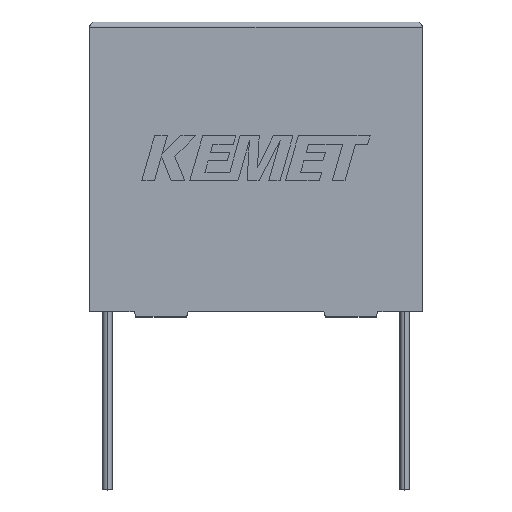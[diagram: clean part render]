
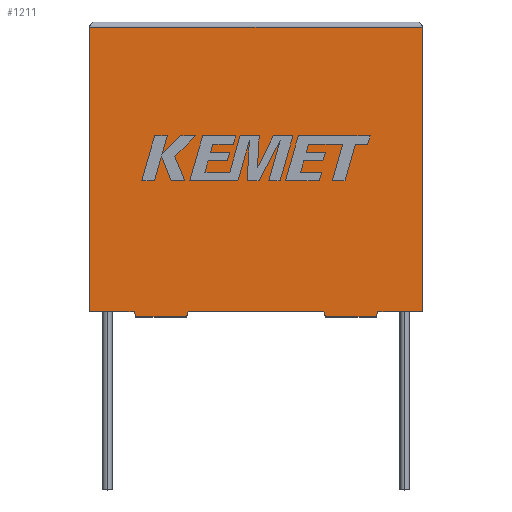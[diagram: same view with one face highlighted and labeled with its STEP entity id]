
A CAD part, top view. The second image highlights one B-rep face of the part: STEP entity #1211.
In plain terms, the highlighted planar face has unit normal (0, 0, 1).
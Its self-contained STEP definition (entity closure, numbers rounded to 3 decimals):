
#1 = ORIENTED_EDGE ( 'NONE', *, *, #2649, .T. ) ;
#66 = CARTESIAN_POINT ( 'NONE',  ( 0., 26.3, 13.3 ) ) ;
#109 = CARTESIAN_POINT ( 'NONE',  ( 9.126, 0., 13.3 ) ) ;
#110 = CARTESIAN_POINT ( 'NONE',  ( 0., 0., 13.3 ) ) ;
#149 = VECTOR ( 'NONE', #2113, 1000. ) ;
#196 = LINE ( 'NONE', #1901, #2424 ) ;
#228 = DIRECTION ( 'NONE',  ( 0., 0., -1. ) ) ;
#282 = EDGE_CURVE ( 'NONE', #756, #1209, #2668, .T. ) ;
#298 = CARTESIAN_POINT ( 'NONE',  ( 30.8, 0., 13.3 ) ) ;
#338 = CARTESIAN_POINT ( 'NONE',  ( 21.674, 0., 13.3 ) ) ;
#369 = CARTESIAN_POINT ( 'NONE',  ( 8.976, -0.5, 13.3 ) ) ;
#384 = FACE_OUTER_BOUND ( 'NONE', #1019, .T. ) ;
#399 = ORIENTED_EDGE ( 'NONE', *, *, #721, .T. ) ;
#403 = CARTESIAN_POINT ( 'NONE',  ( 0., 26.3, 13.3 ) ) ;
#423 = CARTESIAN_POINT ( 'NONE',  ( 30.8, 26.3, 13.3 ) ) ;
#442 = VERTEX_POINT ( 'NONE', #338 ) ;
#482 = LINE ( 'NONE', #1935, #995 ) ;
#510 = PLANE ( 'NONE',  #1808 ) ;
#520 = VERTEX_POINT ( 'NONE', #1141 ) ;
#528 = DIRECTION ( 'NONE',  ( 1., 0., 0. ) ) ;
#652 = VERTEX_POINT ( 'NONE', #2657 ) ;
#690 = CARTESIAN_POINT ( 'NONE',  ( 21.824, -0.5, 13.3 ) ) ;
#720 = VERTEX_POINT ( 'NONE', #1487 ) ;
#721 = EDGE_CURVE ( 'NONE', #1050, #442, #1579, .T. ) ;
#732 = ORIENTED_EDGE ( 'NONE', *, *, #1857, .F. ) ;
#756 = VERTEX_POINT ( 'NONE', #2249 ) ;
#776 = CARTESIAN_POINT ( 'NONE',  ( 4.264, -0.5, 13.3 ) ) ;
#793 = EDGE_CURVE ( 'NONE', #520, #1952, #196, .T. ) ;
#849 = CARTESIAN_POINT ( 'NONE',  ( 0., 0., 13.3 ) ) ;
#853 = ORIENTED_EDGE ( 'NONE', *, *, #959, .T. ) ;
#860 = ORIENTED_EDGE ( 'NONE', *, *, #2631, .T. ) ;
#959 = EDGE_CURVE ( 'NONE', #2255, #652, #2809, .T. ) ;
#995 = VECTOR ( 'NONE', #2673, 1000. ) ;
#1019 = EDGE_LOOP ( 'NONE', ( #1782, #1085, #853, #1, #3124, #3030, #860, #399, #3217, #2690, #732, #1220 ) ) ;
#1050 = VERTEX_POINT ( 'NONE', #109 ) ;
#1085 = ORIENTED_EDGE ( 'NONE', *, *, #2788, .T. ) ;
#1141 = CARTESIAN_POINT ( 'NONE',  ( 26.536, -0.5, 13.3 ) ) ;
#1144 = VECTOR ( 'NONE', #2429, 1000. ) ;
#1172 = DIRECTION ( 'NONE',  ( -0.287, 0.958, 0. ) ) ;
#1179 = DIRECTION ( 'NONE',  ( 1., 0., 0. ) ) ;
#1193 = VECTOR ( 'NONE', #528, 1000. ) ;
#1209 = VERTEX_POINT ( 'NONE', #1494 ) ;
#1211 = ADVANCED_FACE ( 'NONE', ( #384 ), #510, .F. ) ;
#1220 = ORIENTED_EDGE ( 'NONE', *, *, #2066, .T. ) ;
#1268 = VECTOR ( 'NONE', #1871, 1000. ) ;
#1315 = VERTEX_POINT ( 'NONE', #298 ) ;
#1405 = CARTESIAN_POINT ( 'NONE',  ( 26.686, 0., 13.3 ) ) ;
#1487 = CARTESIAN_POINT ( 'NONE',  ( 26.686, 0., 13.3 ) ) ;
#1494 = CARTESIAN_POINT ( 'NONE',  ( 8.976, -0.5, 13.3 ) ) ;
#1523 = CARTESIAN_POINT ( 'NONE',  ( 0., 0., 13.3 ) ) ;
#1540 = LINE ( 'NONE', #1946, #1144 ) ;
#1579 = LINE ( 'NONE', #2507, #2201 ) ;
#1782 = ORIENTED_EDGE ( 'NONE', *, *, #2125, .T. ) ;
#1808 = AXIS2_PLACEMENT_3D ( 'NONE', #1523, #228, #2265 ) ;
#1850 = CARTESIAN_POINT ( 'NONE',  ( 4.114, 0., 13.3 ) ) ;
#1857 = EDGE_CURVE ( 'NONE', #720, #520, #2632, .T. ) ;
#1871 = DIRECTION ( 'NONE',  ( 0.287, 0.958, 0. ) ) ;
#1901 = CARTESIAN_POINT ( 'NONE',  ( 26.536, -0.5, 13.3 ) ) ;
#1920 = VECTOR ( 'NONE', #1172, 1000. ) ;
#1935 = CARTESIAN_POINT ( 'NONE',  ( 30.8, 0., 13.3 ) ) ;
#1946 = CARTESIAN_POINT ( 'NONE',  ( 4.114, 0., 13.3 ) ) ;
#1952 = VERTEX_POINT ( 'NONE', #2226 ) ;
#2066 = EDGE_CURVE ( 'NONE', #720, #1315, #2848, .T. ) ;
#2078 = LINE ( 'NONE', #403, #3197 ) ;
#2107 = EDGE_CURVE ( 'NONE', #2438, #756, #1540, .T. ) ;
#2113 = DIRECTION ( 'NONE',  ( 0., -1., 0. ) ) ;
#2125 = EDGE_CURVE ( 'NONE', #1315, #2818, #482, .T. ) ;
#2153 = DIRECTION ( 'NONE',  ( -1., 0., 0. ) ) ;
#2192 = DIRECTION ( 'NONE',  ( -1., 0., 0. ) ) ;
#2201 = VECTOR ( 'NONE', #2474, 1000. ) ;
#2226 = CARTESIAN_POINT ( 'NONE',  ( 21.824, -0.5, 13.3 ) ) ;
#2249 = CARTESIAN_POINT ( 'NONE',  ( 4.264, -0.5, 13.3 ) ) ;
#2255 = VERTEX_POINT ( 'NONE', #66 ) ;
#2265 = DIRECTION ( 'NONE',  ( -1., 0., 0. ) ) ;
#2339 = LINE ( 'NONE', #110, #2843 ) ;
#2417 = CARTESIAN_POINT ( 'NONE',  ( 0., 0., 13.3 ) ) ;
#2424 = VECTOR ( 'NONE', #2153, 1000. ) ;
#2429 = DIRECTION ( 'NONE',  ( 0.287, -0.958, 0. ) ) ;
#2438 = VERTEX_POINT ( 'NONE', #1850 ) ;
#2473 = VECTOR ( 'NONE', #1179, 1000. ) ;
#2474 = DIRECTION ( 'NONE',  ( 1., 0., 0. ) ) ;
#2507 = CARTESIAN_POINT ( 'NONE',  ( 0., 0., 13.3 ) ) ;
#2585 = LINE ( 'NONE', #369, #1268 ) ;
#2631 = EDGE_CURVE ( 'NONE', #1209, #1050, #2585, .T. ) ;
#2632 = LINE ( 'NONE', #1405, #2815 ) ;
#2649 = EDGE_CURVE ( 'NONE', #652, #2438, #2339, .T. ) ;
#2657 = CARTESIAN_POINT ( 'NONE',  ( 0., 0., 13.3 ) ) ;
#2663 = DIRECTION ( 'NONE',  ( -0.287, -0.958, 0. ) ) ;
#2668 = LINE ( 'NONE', #776, #1193 ) ;
#2673 = DIRECTION ( 'NONE',  ( 0., 1., 0. ) ) ;
#2690 = ORIENTED_EDGE ( 'NONE', *, *, #793, .F. ) ;
#2740 = LINE ( 'NONE', #690, #1920 ) ;
#2788 = EDGE_CURVE ( 'NONE', #2818, #2255, #2078, .T. ) ;
#2808 = EDGE_CURVE ( 'NONE', #1952, #442, #2740, .T. ) ;
#2809 = LINE ( 'NONE', #849, #149 ) ;
#2815 = VECTOR ( 'NONE', #2663, 1000. ) ;
#2818 = VERTEX_POINT ( 'NONE', #423 ) ;
#2843 = VECTOR ( 'NONE', #2872, 1000. ) ;
#2848 = LINE ( 'NONE', #2417, #2473 ) ;
#2872 = DIRECTION ( 'NONE',  ( 1., 0., 0. ) ) ;
#3030 = ORIENTED_EDGE ( 'NONE', *, *, #282, .T. ) ;
#3124 = ORIENTED_EDGE ( 'NONE', *, *, #2107, .T. ) ;
#3197 = VECTOR ( 'NONE', #2192, 1000. ) ;
#3217 = ORIENTED_EDGE ( 'NONE', *, *, #2808, .F. ) ;
